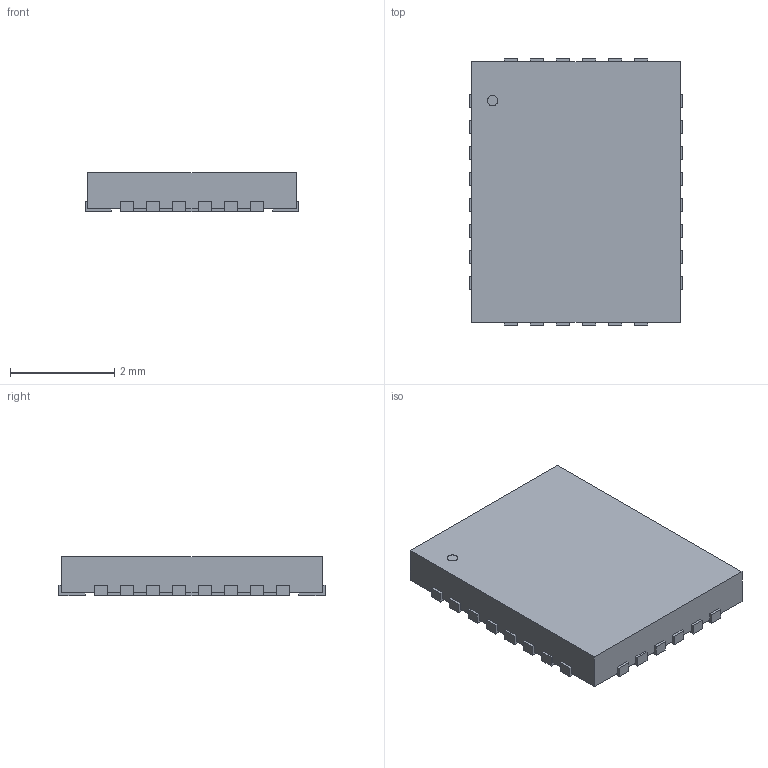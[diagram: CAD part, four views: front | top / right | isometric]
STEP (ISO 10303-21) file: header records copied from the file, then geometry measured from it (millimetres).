
FILE_DESCRIPTION(('STEP AP214'),'1');
FILE_NAME('QFN28_UFD_RevC','2021-11-22T22:49:47',(''),(''),'','','');
FILE_SCHEMA(('AUTOMOTIVE_DESIGN'));
Length unit declared in the file: millimetre
Products named in the file (1): product
Bounding box: 4.1 x 5.1 x 0.75 mm (x, y, z)
Volume: 14.7 mm3; surface area: 84.3 mm2
Topology: 31 solids, 31 shells, 239 faces, 531 edges, 354 vertices
Faces by surface type: plane 238, cylinder 1
Full cylindrical faces by diameter (mm): 0.2 x1
Entity records: 6168 total; most frequent: ORIENTED_EDGE 1060, DIRECTION 1014, CARTESIAN_POINT 597, EDGE_CURVE 530, LINE 528, VECTOR 528, VERTEX_POINT 354, AXIS2_PLACEMENT_3D 243
